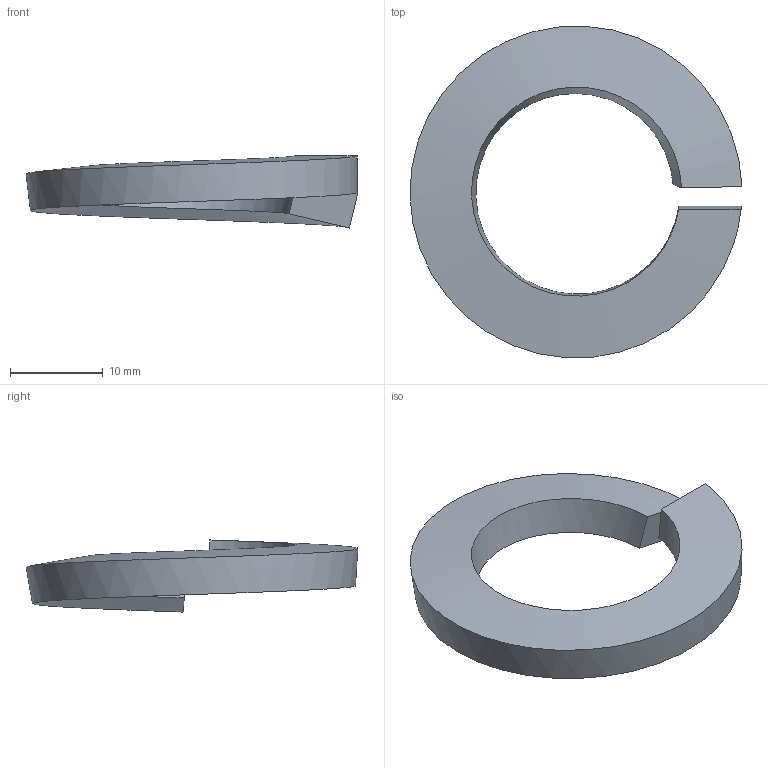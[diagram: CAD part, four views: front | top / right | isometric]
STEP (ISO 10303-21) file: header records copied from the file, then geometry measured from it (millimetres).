
FILE_DESCRIPTION(('FreeCAD Model'),'2;1');
FILE_NAME('DIN127_CLASS_B_M22GrowerWasher.step', '2015-10-01T19:57:03',('Author'),(''), 'Open CASCADE STEP processor 6.8','FreeCAD','Unknown');
FILE_SCHEMA(('AUTOMOTIVE_DESIGN_CC2 { 1 2 10303 214 -1 1 5 4 }'));
Length unit declared in the file: millimetre
Products named in the file (1): Cut
Bounding box: 35.88 x 35.84 x 7.79 mm (x, y, z)
Volume: 2358.9 mm3; surface area: 1938.3 mm2
Topology: 1 solids, 1 shells, 6 faces, 12 edges, 8 vertices
Faces by surface type: bspline 4, plane 2
Entity records: 2797 total; most frequent: CARTESIAN_POINT 2591, B_SPLINE_CURVE_WITH_KNOTS 32, ORIENTED_EDGE 24, PCURVE 24, DEFINITIONAL_REPRESENTATION 24, EDGE_CURVE 12, SURFACE_CURVE 12, DIRECTION 10
